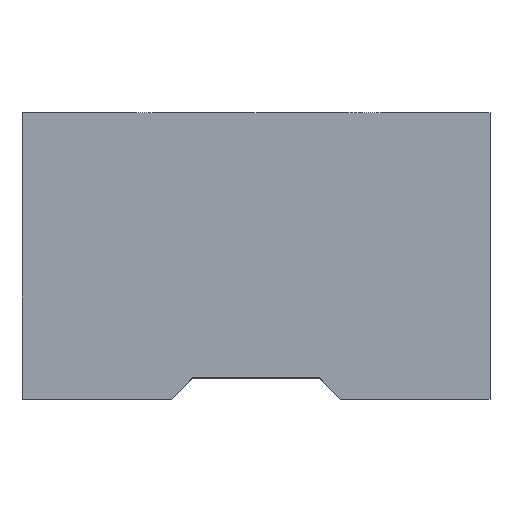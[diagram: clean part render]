
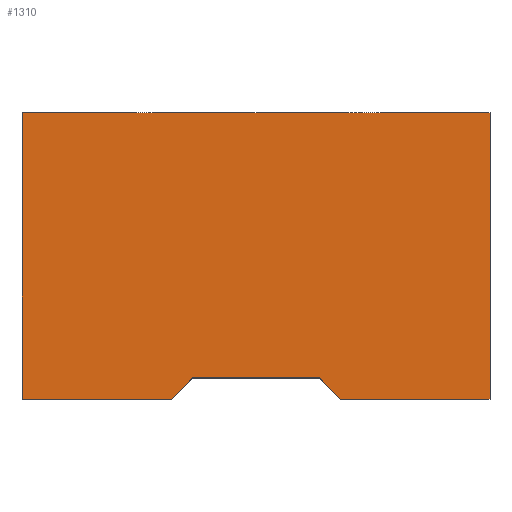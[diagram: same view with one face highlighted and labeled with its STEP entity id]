
A CAD part, top view. The second image highlights one B-rep face of the part: STEP entity #1310.
In plain terms, the highlighted planar face has unit normal (0, 0, 1).
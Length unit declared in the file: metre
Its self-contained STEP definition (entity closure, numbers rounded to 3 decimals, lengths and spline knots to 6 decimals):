
#14=LINE('',#1834,#144);
#18=LINE('',#1843,#148);
#21=LINE('',#1848,#151);
#124=LINE('',#2155,#254);
#129=LINE('',#2169,#259);
#135=LINE('',#2185,#265);
#136=LINE('',#2186,#266);
#137=LINE('',#2188,#267);
#144=VECTOR('',#1463,1.);
#148=VECTOR('',#1469,1.);
#151=VECTOR('',#1474,1.);
#254=VECTOR('',#1777,1.);
#259=VECTOR('',#1788,1.);
#265=VECTOR('',#1804,1.);
#266=VECTOR('',#1805,1.);
#267=VECTOR('',#1806,1.);
#597=ORIENTED_EDGE('',*,*,#678,.F.);
#598=ORIENTED_EDGE('',*,*,#675,.F.);
#599=ORIENTED_EDGE('',*,*,#830,.F.);
#600=ORIENTED_EDGE('',*,*,#844,.F.);
#601=ORIENTED_EDGE('',*,*,#837,.T.);
#602=ORIENTED_EDGE('',*,*,#845,.T.);
#603=ORIENTED_EDGE('',*,*,#846,.F.);
#604=ORIENTED_EDGE('',*,*,#671,.F.);
#671=EDGE_CURVE('',#855,#856,#14,.T.);
#675=EDGE_CURVE('',#859,#860,#18,.T.);
#678=EDGE_CURVE('',#860,#855,#21,.T.);
#830=EDGE_CURVE('',#964,#859,#124,.T.);
#837=EDGE_CURVE('',#971,#970,#129,.T.);
#844=EDGE_CURVE('',#971,#964,#135,.T.);
#845=EDGE_CURVE('',#970,#976,#136,.T.);
#846=EDGE_CURVE('',#856,#976,#137,.T.);
#855=VERTEX_POINT('',#1833);
#856=VERTEX_POINT('',#1835);
#859=VERTEX_POINT('',#1842);
#860=VERTEX_POINT('',#1844);
#964=VERTEX_POINT('',#2154);
#970=VERTEX_POINT('',#2168);
#971=VERTEX_POINT('',#2170);
#976=VERTEX_POINT('',#2187);
#1106=EDGE_LOOP('',(#597,#598,#599,#600,#601,#602,#603,#604));
#1196=FACE_BOUND('',#1106,.T.);
#1244=PLANE('',#1443);
#1310=ADVANCED_FACE('',(#1196),#1244,.T.);
#1443=AXIS2_PLACEMENT_3D('',#2184,#1802,#1803);
#1463=DIRECTION('',(-0.707,-0.707,0.));
#1469=DIRECTION('',(-0.707,0.707,0.));
#1474=DIRECTION('',(-1.,0.,0.));
#1777=DIRECTION('',(-1.,0.,0.));
#1788=DIRECTION('',(-1.,0.,0.));
#1802=DIRECTION('',(0.,0.,1.));
#1803=DIRECTION('',(1.,0.,0.));
#1804=DIRECTION('',(0.,-1.,0.));
#1805=DIRECTION('',(0.,-1.,0.));
#1806=DIRECTION('',(-1.,0.,0.));
#1833=CARTESIAN_POINT('',(-0.006,0.002,0.0041));
#1834=CARTESIAN_POINT('',(-0.008,0.,0.0041));
#1835=CARTESIAN_POINT('',(-0.008,0.,0.0041));
#1842=CARTESIAN_POINT('',(0.008,0.,0.0041));
#1843=CARTESIAN_POINT('',(0.006,0.002,0.0041));
#1844=CARTESIAN_POINT('',(0.006,0.002,0.0041));
#1848=CARTESIAN_POINT('',(0.,0.002,0.0041));
#2154=CARTESIAN_POINT('',(0.02205,0.,0.0041));
#2155=CARTESIAN_POINT('',(0.,0.,0.0041));
#2168=CARTESIAN_POINT('',(-0.02205,0.027,0.0041));
#2169=CARTESIAN_POINT('',(0.,0.027,0.0041));
#2170=CARTESIAN_POINT('',(0.02205,0.027,0.0041));
#2184=CARTESIAN_POINT('',(0.,0.027,0.0041));
#2185=CARTESIAN_POINT('',(0.02205,0.027,0.0041));
#2186=CARTESIAN_POINT('',(-0.02205,0.027,0.0041));
#2187=CARTESIAN_POINT('',(-0.02205,0.,0.0041));
#2188=CARTESIAN_POINT('',(0.,0.,0.0041));
